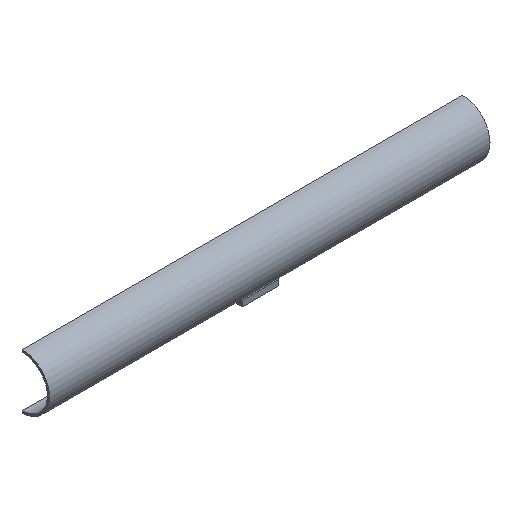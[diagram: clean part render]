
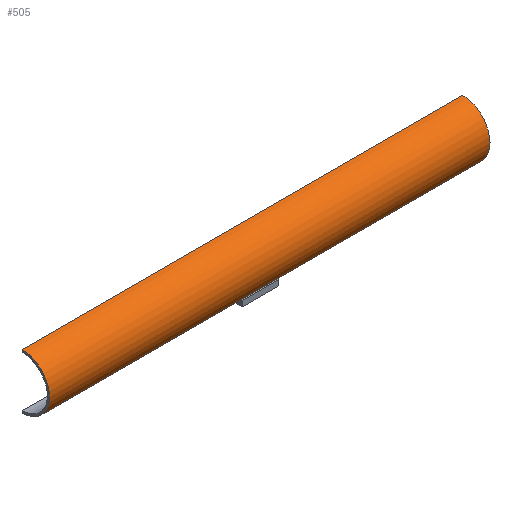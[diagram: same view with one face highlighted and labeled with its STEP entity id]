
A CAD part, isometric view. The second image highlights one B-rep face of the part: STEP entity #505.
In plain terms, the highlighted cylindrical face has radius 25 mm (diameter 50 mm), a partial arc.
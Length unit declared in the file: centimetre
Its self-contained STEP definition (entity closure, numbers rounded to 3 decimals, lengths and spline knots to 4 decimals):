
#62=FACE_OUTER_BOUND('',#94,.T.);
#94=EDGE_LOOP('',(#446,#447,#448,#449,#450,#451,#452,#453));
#129=LINE('',#784,#183);
#147=LINE('',#833,#201);
#148=LINE('',#837,#202);
#149=LINE('',#840,#203);
#183=VECTOR('',#634,1.);
#201=VECTOR('',#686,1.);
#202=VECTOR('',#689,1.);
#203=VECTOR('',#692,1.);
#214=CIRCLE('',#540,2.5);
#216=CIRCLE('',#546,2.5);
#222=CIRCLE('',#560,2.5);
#223=CIRCLE('',#561,2.5);
#236=VERTEX_POINT('',#742);
#239=VERTEX_POINT('',#748);
#246=VERTEX_POINT('',#768);
#252=VERTEX_POINT('',#783);
#266=VERTEX_POINT('',#832);
#267=VERTEX_POINT('',#834);
#268=VERTEX_POINT('',#836);
#269=VERTEX_POINT('',#838);
#299=EDGE_CURVE('',#246,#236,#214,.T.);
#306=EDGE_CURVE('',#252,#246,#129,.T.);
#311=EDGE_CURVE('',#239,#252,#216,.T.);
#331=EDGE_CURVE('',#236,#266,#147,.T.);
#332=EDGE_CURVE('',#267,#266,#222,.T.);
#333=EDGE_CURVE('',#267,#268,#148,.T.);
#334=EDGE_CURVE('',#268,#269,#223,.T.);
#335=EDGE_CURVE('',#269,#239,#149,.T.);
#446=ORIENTED_EDGE('',*,*,#299,.T.);
#447=ORIENTED_EDGE('',*,*,#331,.T.);
#448=ORIENTED_EDGE('',*,*,#332,.F.);
#449=ORIENTED_EDGE('',*,*,#333,.T.);
#450=ORIENTED_EDGE('',*,*,#334,.T.);
#451=ORIENTED_EDGE('',*,*,#335,.T.);
#452=ORIENTED_EDGE('',*,*,#311,.T.);
#453=ORIENTED_EDGE('',*,*,#306,.T.);
#484=CYLINDRICAL_SURFACE('',#559,2.5);
#505=ADVANCED_FACE('',(#62),#484,.T.);
#540=AXIS2_PLACEMENT_3D('',#769,#622,#623);
#546=AXIS2_PLACEMENT_3D('',#793,#644,#645);
#559=AXIS2_PLACEMENT_3D('',#831,#684,#685);
#560=AXIS2_PLACEMENT_3D('',#835,#687,#688);
#561=AXIS2_PLACEMENT_3D('',#839,#690,#691);
#622=DIRECTION('center_axis',(1.,0.,0.));
#623=DIRECTION('ref_axis',(0.,1.,0.));
#634=DIRECTION('',(1.,0.,0.));
#644=DIRECTION('center_axis',(-1.,0.,0.));
#645=DIRECTION('ref_axis',(0.,1.,0.));
#684=DIRECTION('center_axis',(1.,0.,0.));
#685=DIRECTION('ref_axis',(0.,-1.,0.));
#686=DIRECTION('',(1.,0.,0.));
#687=DIRECTION('center_axis',(1.,0.,0.));
#688=DIRECTION('ref_axis',(0.,1.,0.));
#689=DIRECTION('',(-1.,0.,0.));
#690=DIRECTION('center_axis',(1.,0.,0.));
#691=DIRECTION('ref_axis',(0.,1.,0.));
#692=DIRECTION('',(1.,0.,0.));
#742=CARTESIAN_POINT('',(21.65,0.,-2.5));
#748=CARTESIAN_POINT('',(18.35,0.,-2.5));
#768=CARTESIAN_POINT('',(21.65,-1.5,-2.));
#769=CARTESIAN_POINT('Origin',(21.65,0.,0.));
#783=CARTESIAN_POINT('',(18.35,-1.5,-2.));
#784=CARTESIAN_POINT('',(0.,-1.5,-2.));
#793=CARTESIAN_POINT('Origin',(18.35,0.,0.));
#831=CARTESIAN_POINT('Origin',(0.,0.,0.));
#832=CARTESIAN_POINT('',(40.,0.,-2.5));
#833=CARTESIAN_POINT('',(0.,0.,-2.5));
#834=CARTESIAN_POINT('',(40.,0.,2.5));
#835=CARTESIAN_POINT('Origin',(40.,0.,0.));
#836=CARTESIAN_POINT('',(0.,0.,2.5));
#837=CARTESIAN_POINT('',(0.,0.,2.5));
#838=CARTESIAN_POINT('',(0.,0.,-2.5));
#839=CARTESIAN_POINT('Origin',(0.,0.,0.));
#840=CARTESIAN_POINT('',(0.,0.,-2.5));
